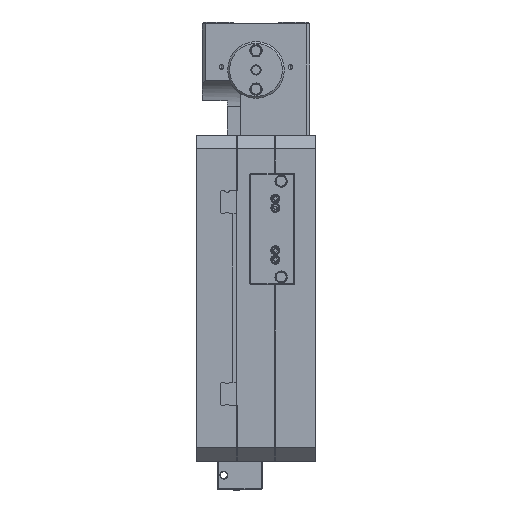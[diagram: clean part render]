
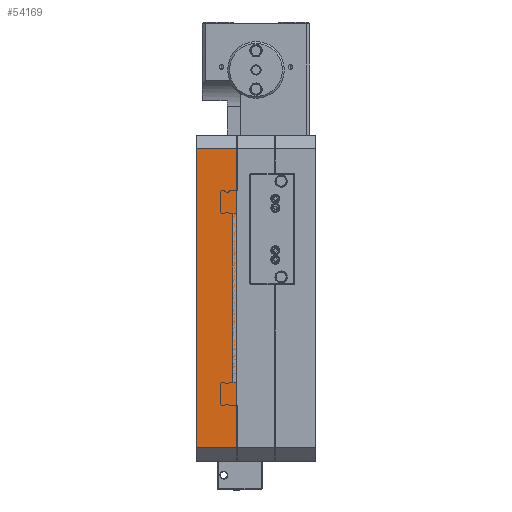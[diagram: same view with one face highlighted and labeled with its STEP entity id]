
A CAD part, left-side view. The second image highlights one B-rep face of the part: STEP entity #54169.
In plain terms, the highlighted planar face has unit normal (-1, 0, 0).
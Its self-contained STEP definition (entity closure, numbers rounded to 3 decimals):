
#37343=DIRECTION('',(0.,0.,1.));
#37344=VECTOR('',#37343,156.);
#37345=CARTESIAN_POINT('',(-85.,41.1,-78.));
#37346=LINE('',#37345,#37344);
#42302=DIRECTION('',(0.,1.,0.));
#42303=VECTOR('',#42302,20.9);
#42304=CARTESIAN_POINT('',(-85.,41.1,78.));
#42305=LINE('',#42304,#42303);
#42306=DIRECTION('',(0.,0.,1.));
#42307=VECTOR('',#42306,156.);
#42308=CARTESIAN_POINT('',(-85.,62.,-78.));
#42309=LINE('',#42308,#42307);
#42310=DIRECTION('',(0.,1.,0.));
#42311=VECTOR('',#42310,20.9);
#42312=CARTESIAN_POINT('',(-85.,41.1,-78.));
#42313=LINE('',#42312,#42311);
#46101=CARTESIAN_POINT('',(-85.,41.1,-78.));
#46102=VERTEX_POINT('',#46101);
#46103=CARTESIAN_POINT('',(-85.,41.1,78.));
#46104=VERTEX_POINT('',#46103);
#46429=CARTESIAN_POINT('',(-85.,62.,78.));
#46430=VERTEX_POINT('',#46429);
#46431=CARTESIAN_POINT('',(-85.,62.,-78.));
#46432=VERTEX_POINT('',#46431);
#54157=CARTESIAN_POINT('',(-85.,62.,78.));
#54158=DIRECTION('',(-1.,0.,0.));
#54159=DIRECTION('',(0.,0.,-1.));
#54160=AXIS2_PLACEMENT_3D('',#54157,#54158,#54159);
#54161=PLANE('',#54160);
#54162=ORIENTED_EDGE('',*,*,#49385,.T.);
#54163=ORIENTED_EDGE('',*,*,#54152,.F.);
#54164=ORIENTED_EDGE('',*,*,#47927,.F.);
#54166=ORIENTED_EDGE('',*,*,#54165,.T.);
#54167=EDGE_LOOP('',(#54162,#54163,#54164,#54166));
#54168=FACE_OUTER_BOUND('',#54167,.F.);
#54169=ADVANCED_FACE('',(#54168),#54161,.T.);
#47927=EDGE_CURVE('',#46102,#46104,#37346,.T.);
#49385=EDGE_CURVE('',#46432,#46430,#42309,.T.);
#54152=EDGE_CURVE('',#46104,#46430,#42305,.T.);
#54165=EDGE_CURVE('',#46102,#46432,#42313,.T.);
